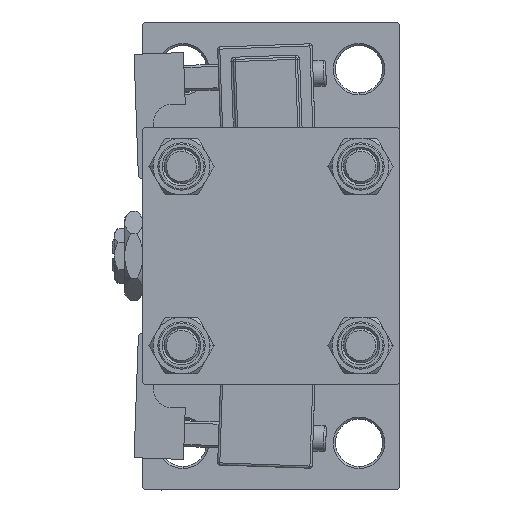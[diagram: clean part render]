
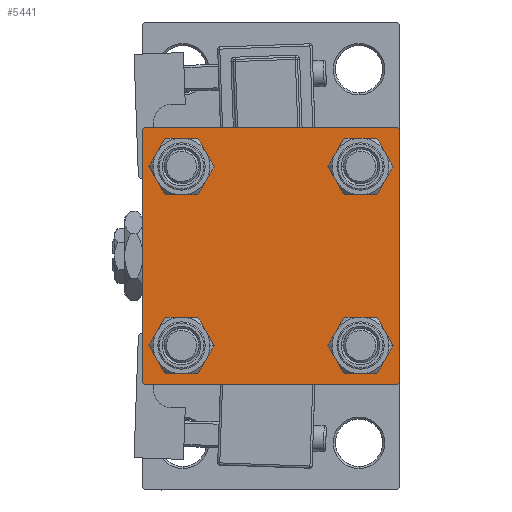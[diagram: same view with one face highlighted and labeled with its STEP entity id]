
A CAD part, left-side view. The second image highlights one B-rep face of the part: STEP entity #5441.
In plain terms, the highlighted planar face has unit normal (-1, 0, 0).
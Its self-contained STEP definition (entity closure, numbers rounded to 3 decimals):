
#339 = VERTEX_POINT ( 'NONE', #26290 ) ;
#510 = CIRCLE ( 'NONE', #7604, 4.5 ) ;
#748 = CARTESIAN_POINT ( 'NONE',  ( 0., -20.85, 20.85 ) ) ;
#955 = AXIS2_PLACEMENT_3D ( 'NONE', #43536, #7377, #28874 ) ;
#1165 = CARTESIAN_POINT ( 'NONE',  ( 0., -20.85, -25.35 ) ) ;
#1750 = AXIS2_PLACEMENT_3D ( 'NONE', #50485, #12905, #25602 ) ;
#2712 = AXIS2_PLACEMENT_3D ( 'NONE', #49895, #18640, #17813 ) ;
#2935 = VERTEX_POINT ( 'NONE', #47173 ) ;
#3028 = VERTEX_POINT ( 'NONE', #34200 ) ;
#3176 = CARTESIAN_POINT ( 'NONE',  ( 0., 20.85, -20.85 ) ) ;
#3580 = DIRECTION ( 'NONE',  ( 0., -1., 0. ) ) ;
#4634 = EDGE_CURVE ( 'NONE', #31824, #53868, #50254, .T. ) ;
#4867 = EDGE_LOOP ( 'NONE', ( #34264, #51534 ) ) ;
#4891 = FACE_BOUND ( 'NONE', #30344, .T. ) ;
#4907 = ORIENTED_EDGE ( 'NONE', *, *, #30774, .T. ) ;
#5441 = ADVANCED_FACE ( 'NONE', ( #9586, #42170, #46866, #4891, #50744 ), #25338, .T. ) ;
#5475 = EDGE_CURVE ( 'NONE', #52140, #44742, #33521, .T. ) ;
#5872 = CARTESIAN_POINT ( 'NONE',  ( 0., -29.5, 30. ) ) ;
#6784 = VERTEX_POINT ( 'NONE', #44026 ) ;
#7016 = CIRCLE ( 'NONE', #37862, 4.5 ) ;
#7030 = VERTEX_POINT ( 'NONE', #5872 ) ;
#7068 = AXIS2_PLACEMENT_3D ( 'NONE', #50947, #13926, #42367 ) ;
#7377 = DIRECTION ( 'NONE',  ( 1., 0., 0. ) ) ;
#7604 = AXIS2_PLACEMENT_3D ( 'NONE', #9366, #18467, #13228 ) ;
#8009 = CARTESIAN_POINT ( 'NONE',  ( 0., 30., -30. ) ) ;
#8330 = CARTESIAN_POINT ( 'NONE',  ( 0., -30., 29.5 ) ) ;
#8524 = EDGE_CURVE ( 'NONE', #53868, #31824, #52074, .T. ) ;
#9313 = DIRECTION ( 'NONE',  ( 1., 0., 0. ) ) ;
#9328 = CARTESIAN_POINT ( 'NONE',  ( 0., 29.75, 29.75 ) ) ;
#9366 = CARTESIAN_POINT ( 'NONE',  ( 0., -20.85, -20.85 ) ) ;
#9418 = DIRECTION ( 'NONE',  ( 0., 0., 1. ) ) ;
#9586 = FACE_BOUND ( 'NONE', #4867, .T. ) ;
#10659 = CIRCLE ( 'NONE', #41526, 4.5 ) ;
#11191 = VERTEX_POINT ( 'NONE', #50630 ) ;
#11465 = ORIENTED_EDGE ( 'NONE', *, *, #17462, .T. ) ;
#11481 = EDGE_CURVE ( 'NONE', #53199, #34545, #16548, .T. ) ;
#11651 = CIRCLE ( 'NONE', #44253, 4.5 ) ;
#12375 = EDGE_CURVE ( 'NONE', #6784, #53199, #31969, .T. ) ;
#12905 = DIRECTION ( 'NONE',  ( -1., 0., 0. ) ) ;
#13228 = DIRECTION ( 'NONE',  ( 0., 0., 1. ) ) ;
#13475 = LINE ( 'NONE', #9328, #46630 ) ;
#13738 = DIRECTION ( 'NONE',  ( 0., 0.707, -0.707 ) ) ;
#13926 = DIRECTION ( 'NONE',  ( 1., 0., 0. ) ) ;
#14286 = DIRECTION ( 'NONE',  ( 0., 0., -1. ) ) ;
#14316 = VERTEX_POINT ( 'NONE', #41757 ) ;
#14479 = CARTESIAN_POINT ( 'NONE',  ( 0., -20.85, 20.85 ) ) ;
#15480 = DIRECTION ( 'NONE',  ( 0., -0.707, 0.707 ) ) ;
#16355 = EDGE_LOOP ( 'NONE', ( #4907, #22915, #31130, #36618, #50942, #49511, #37141, #16853 ) ) ;
#16548 = LINE ( 'NONE', #8009, #22213 ) ;
#16676 = ORIENTED_EDGE ( 'NONE', *, *, #26190, .T. ) ;
#16853 = ORIENTED_EDGE ( 'NONE', *, *, #23006, .T. ) ;
#16882 = ORIENTED_EDGE ( 'NONE', *, *, #24289, .T. ) ;
#17163 = CARTESIAN_POINT ( 'NONE',  ( 0., -20.85, 25.35 ) ) ;
#17462 = EDGE_CURVE ( 'NONE', #11191, #21614, #510, .T. ) ;
#17690 = CIRCLE ( 'NONE', #955, 4.5 ) ;
#17813 = DIRECTION ( 'NONE',  ( 0., 0., 1. ) ) ;
#18467 = DIRECTION ( 'NONE',  ( 1., 0., 0. ) ) ;
#18640 = DIRECTION ( 'NONE',  ( 1., 0., 0. ) ) ;
#18995 = CARTESIAN_POINT ( 'NONE',  ( 0., 29.75, -29.75 ) ) ;
#19193 = CARTESIAN_POINT ( 'NONE',  ( 0., 29.5, -30. ) ) ;
#19393 = VECTOR ( 'NONE', #26100, 1000. ) ;
#20567 = ORIENTED_EDGE ( 'NONE', *, *, #8524, .T. ) ;
#21303 = DIRECTION ( 'NONE',  ( 0., -1., 0. ) ) ;
#21614 = VERTEX_POINT ( 'NONE', #1165 ) ;
#22213 = VECTOR ( 'NONE', #3580, 1000. ) ;
#22266 = CARTESIAN_POINT ( 'NONE',  ( 0., 20.85, 16.35 ) ) ;
#22915 = ORIENTED_EDGE ( 'NONE', *, *, #12375, .T. ) ;
#23006 = EDGE_CURVE ( 'NONE', #2935, #14316, #13475, .T. ) ;
#23493 = CARTESIAN_POINT ( 'NONE',  ( 0., -29.5, -30. ) ) ;
#24289 = EDGE_CURVE ( 'NONE', #3028, #339, #7016, .T. ) ;
#25179 = DIRECTION ( 'NONE',  ( 1., 0., 0. ) ) ;
#25338 = PLANE ( 'NONE',  #1750 ) ;
#25602 = DIRECTION ( 'NONE',  ( 0., 0., 1. ) ) ;
#26100 = DIRECTION ( 'NONE',  ( 0., 0.707, 0.707 ) ) ;
#26190 = EDGE_CURVE ( 'NONE', #339, #3028, #17690, .T. ) ;
#26290 = CARTESIAN_POINT ( 'NONE',  ( 0., 20.85, -25.35 ) ) ;
#27331 = AXIS2_PLACEMENT_3D ( 'NONE', #748, #30006, #34714 ) ;
#28112 = VERTEX_POINT ( 'NONE', #8330 ) ;
#28246 = ORIENTED_EDGE ( 'NONE', *, *, #4634, .T. ) ;
#28554 = DIRECTION ( 'NONE',  ( 0., 0., -1. ) ) ;
#28717 = CARTESIAN_POINT ( 'NONE',  ( 0., -29.75, -29.75 ) ) ;
#28874 = DIRECTION ( 'NONE',  ( 0., 0., 1. ) ) ;
#29608 = LINE ( 'NONE', #45398, #46351 ) ;
#29781 = EDGE_CURVE ( 'NONE', #44742, #52140, #10659, .T. ) ;
#30006 = DIRECTION ( 'NONE',  ( 1., 0., 0. ) ) ;
#30235 = CARTESIAN_POINT ( 'NONE',  ( 0., -29.75, 29.75 ) ) ;
#30344 = EDGE_LOOP ( 'NONE', ( #20567, #28246 ) ) ;
#30386 = CARTESIAN_POINT ( 'NONE',  ( 0., -20.85, -20.85 ) ) ;
#30774 = EDGE_CURVE ( 'NONE', #14316, #6784, #52138, .T. ) ;
#30834 = CARTESIAN_POINT ( 'NONE',  ( 0., 30., 30. ) ) ;
#31130 = ORIENTED_EDGE ( 'NONE', *, *, #11481, .T. ) ;
#31301 = DIRECTION ( 'NONE',  ( 0., 0., 1. ) ) ;
#31824 = VERTEX_POINT ( 'NONE', #22266 ) ;
#31969 = LINE ( 'NONE', #18995, #42486 ) ;
#32421 = CARTESIAN_POINT ( 'NONE',  ( 0., -20.85, 16.35 ) ) ;
#32585 = LINE ( 'NONE', #28717, #40747 ) ;
#33521 = CIRCLE ( 'NONE', #27331, 4.5 ) ;
#34200 = CARTESIAN_POINT ( 'NONE',  ( 0., 20.85, -16.35 ) ) ;
#34264 = ORIENTED_EDGE ( 'NONE', *, *, #29781, .T. ) ;
#34388 = LINE ( 'NONE', #30235, #19393 ) ;
#34545 = VERTEX_POINT ( 'NONE', #23493 ) ;
#34714 = DIRECTION ( 'NONE',  ( 0., 0., 1. ) ) ;
#34829 = VERTEX_POINT ( 'NONE', #40007 ) ;
#36618 = ORIENTED_EDGE ( 'NONE', *, *, #44024, .T. ) ;
#36858 = DIRECTION ( 'NONE',  ( 0., 0., 1. ) ) ;
#37141 = ORIENTED_EDGE ( 'NONE', *, *, #43046, .F. ) ;
#37197 = EDGE_CURVE ( 'NONE', #28112, #7030, #34388, .T. ) ;
#37862 = AXIS2_PLACEMENT_3D ( 'NONE', #3176, #50112, #36858 ) ;
#38544 = ORIENTED_EDGE ( 'NONE', *, *, #43776, .T. ) ;
#40007 = CARTESIAN_POINT ( 'NONE',  ( 0., -30., -29.5 ) ) ;
#40045 = CARTESIAN_POINT ( 'NONE',  ( 0., 20.85, 25.35 ) ) ;
#40747 = VECTOR ( 'NONE', #15480, 1000. ) ;
#41526 = AXIS2_PLACEMENT_3D ( 'NONE', #14479, #9313, #31301 ) ;
#41757 = CARTESIAN_POINT ( 'NONE',  ( 0., 30., 29.5 ) ) ;
#42010 = EDGE_LOOP ( 'NONE', ( #16882, #16676 ) ) ;
#42170 = FACE_BOUND ( 'NONE', #49460, .T. ) ;
#42367 = DIRECTION ( 'NONE',  ( 0., 0., 1. ) ) ;
#42446 = VECTOR ( 'NONE', #14286, 1000. ) ;
#42486 = VECTOR ( 'NONE', #48833, 1000. ) ;
#43046 = EDGE_CURVE ( 'NONE', #2935, #7030, #46969, .T. ) ;
#43536 = CARTESIAN_POINT ( 'NONE',  ( 0., 20.85, -20.85 ) ) ;
#43776 = EDGE_CURVE ( 'NONE', #21614, #11191, #11651, .T. ) ;
#44024 = EDGE_CURVE ( 'NONE', #34545, #34829, #32585, .T. ) ;
#44026 = CARTESIAN_POINT ( 'NONE',  ( 0., 30., -29.5 ) ) ;
#44253 = AXIS2_PLACEMENT_3D ( 'NONE', #30386, #25179, #9418 ) ;
#44742 = VERTEX_POINT ( 'NONE', #17163 ) ;
#45398 = CARTESIAN_POINT ( 'NONE',  ( 0., -30., 30. ) ) ;
#46351 = VECTOR ( 'NONE', #28554, 1000. ) ;
#46630 = VECTOR ( 'NONE', #13738, 1000. ) ;
#46866 = FACE_BOUND ( 'NONE', #42010, .T. ) ;
#46969 = LINE ( 'NONE', #51109, #48629 ) ;
#47173 = CARTESIAN_POINT ( 'NONE',  ( 0., 29.5, 30. ) ) ;
#48629 = VECTOR ( 'NONE', #21303, 1000. ) ;
#48833 = DIRECTION ( 'NONE',  ( 0., -0.707, -0.707 ) ) ;
#49460 = EDGE_LOOP ( 'NONE', ( #11465, #38544 ) ) ;
#49511 = ORIENTED_EDGE ( 'NONE', *, *, #37197, .T. ) ;
#49895 = CARTESIAN_POINT ( 'NONE',  ( 0., 20.85, 20.85 ) ) ;
#50112 = DIRECTION ( 'NONE',  ( 1., 0., 0. ) ) ;
#50254 = CIRCLE ( 'NONE', #7068, 4.5 ) ;
#50485 = CARTESIAN_POINT ( 'NONE',  ( 0., 0., 0. ) ) ;
#50630 = CARTESIAN_POINT ( 'NONE',  ( 0., -20.85, -16.35 ) ) ;
#50744 = FACE_OUTER_BOUND ( 'NONE', #16355, .T. ) ;
#50942 = ORIENTED_EDGE ( 'NONE', *, *, #52340, .F. ) ;
#50947 = CARTESIAN_POINT ( 'NONE',  ( 0., 20.85, 20.85 ) ) ;
#51109 = CARTESIAN_POINT ( 'NONE',  ( 0., 30., 30. ) ) ;
#51534 = ORIENTED_EDGE ( 'NONE', *, *, #5475, .T. ) ;
#52074 = CIRCLE ( 'NONE', #2712, 4.5 ) ;
#52138 = LINE ( 'NONE', #30834, #42446 ) ;
#52140 = VERTEX_POINT ( 'NONE', #32421 ) ;
#52340 = EDGE_CURVE ( 'NONE', #28112, #34829, #29608, .T. ) ;
#53199 = VERTEX_POINT ( 'NONE', #19193 ) ;
#53868 = VERTEX_POINT ( 'NONE', #40045 ) ;
